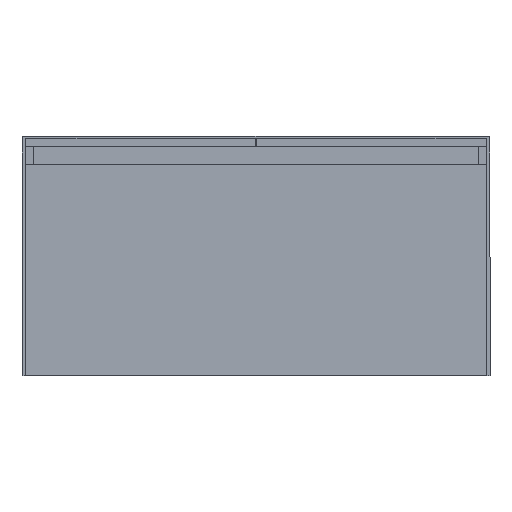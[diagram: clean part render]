
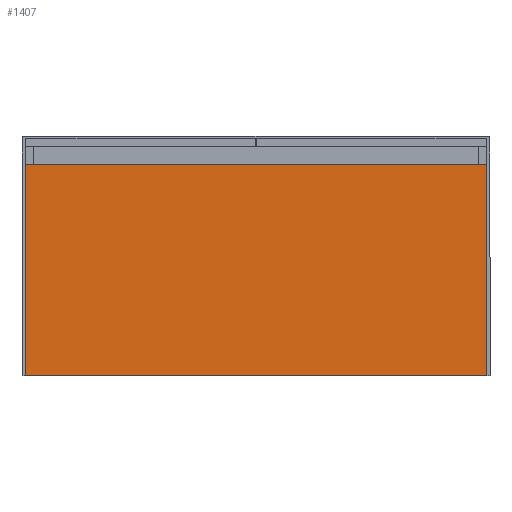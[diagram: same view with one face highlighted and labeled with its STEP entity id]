
A CAD part, front view. The second image highlights one B-rep face of the part: STEP entity #1407.
In plain terms, the highlighted planar face has unit normal (0, -1, 0).
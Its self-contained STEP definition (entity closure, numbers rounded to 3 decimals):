
#8 = VECTOR ( 'NONE', #2825, 1000. ) ;
#98 = CARTESIAN_POINT ( 'NONE',  ( 444., -490.1, 406.1 ) ) ;
#301 = LINE ( 'NONE', #98, #8 ) ;
#332 = ORIENTED_EDGE ( 'NONE', *, *, #2486, .T. ) ;
#431 = LINE ( 'NONE', #3944, #3613 ) ;
#670 = FACE_OUTER_BOUND ( 'NONE', #3981, .T. ) ;
#939 = DIRECTION ( 'NONE',  ( 0., 0., -1. ) ) ;
#1011 = VERTEX_POINT ( 'NONE', #3996 ) ;
#1183 = EDGE_CURVE ( 'NONE', #3144, #2679, #301, .T. ) ;
#1188 = VECTOR ( 'NONE', #1665, 1000. ) ;
#1262 = DIRECTION ( 'NONE',  ( 0., 0., -1. ) ) ;
#1284 = LINE ( 'NONE', #1334, #1188 ) ;
#1334 = CARTESIAN_POINT ( 'NONE',  ( 444., -490.1, 0. ) ) ;
#1407 = ADVANCED_FACE ( 'NONE', ( #670 ), #3813, .T. ) ;
#1665 = DIRECTION ( 'NONE',  ( -1., 0., 0. ) ) ;
#1797 = EDGE_CURVE ( 'NONE', #3144, #3139, #431, .T. ) ;
#1965 = LINE ( 'NONE', #2774, #2842 ) ;
#2311 = DIRECTION ( 'NONE',  ( 0., -1., 0. ) ) ;
#2486 = EDGE_CURVE ( 'NONE', #2679, #1011, #1965, .T. ) ;
#2572 = ORIENTED_EDGE ( 'NONE', *, *, #1797, .F. ) ;
#2679 = VERTEX_POINT ( 'NONE', #2927 ) ;
#2774 = CARTESIAN_POINT ( 'NONE',  ( -444., -490.1, 1349.713 ) ) ;
#2825 = DIRECTION ( 'NONE',  ( -1., 0., 0. ) ) ;
#2842 = VECTOR ( 'NONE', #939, 1000. ) ;
#2927 = CARTESIAN_POINT ( 'NONE',  ( -444., -490.1, 406.1 ) ) ;
#2984 = CARTESIAN_POINT ( 'NONE',  ( 444., -490.1, 0. ) ) ;
#3032 = AXIS2_PLACEMENT_3D ( 'NONE', #3543, #2311, #3205 ) ;
#3057 = EDGE_CURVE ( 'NONE', #3139, #1011, #1284, .T. ) ;
#3085 = ORIENTED_EDGE ( 'NONE', *, *, #1183, .T. ) ;
#3139 = VERTEX_POINT ( 'NONE', #2984 ) ;
#3144 = VERTEX_POINT ( 'NONE', #3254 ) ;
#3205 = DIRECTION ( 'NONE',  ( 0., 0., -1. ) ) ;
#3254 = CARTESIAN_POINT ( 'NONE',  ( 444., -490.1, 406.1 ) ) ;
#3319 = ORIENTED_EDGE ( 'NONE', *, *, #3057, .F. ) ;
#3543 = CARTESIAN_POINT ( 'NONE',  ( 444., -490.1, 1349.713 ) ) ;
#3613 = VECTOR ( 'NONE', #1262, 1000. ) ;
#3813 = PLANE ( 'NONE',  #3032 ) ;
#3944 = CARTESIAN_POINT ( 'NONE',  ( 444., -490.1, 1349.713 ) ) ;
#3981 = EDGE_LOOP ( 'NONE', ( #2572, #3085, #332, #3319 ) ) ;
#3996 = CARTESIAN_POINT ( 'NONE',  ( -444., -490.1, 0. ) ) ;
